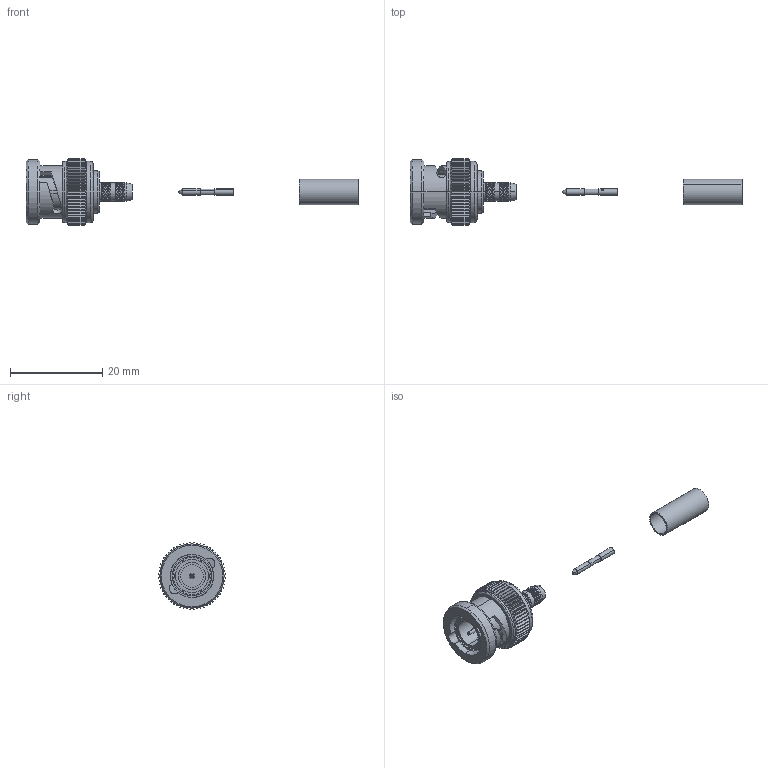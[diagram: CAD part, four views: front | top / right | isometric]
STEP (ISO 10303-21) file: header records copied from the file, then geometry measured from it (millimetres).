
FILE_DESCRIPTION (( 'STEP AP214' ), '1' );
FILE_NAME ('V7C00010.STEP', '2018-10-26T14:24:49', ( '' ), ( '' ), 'SwSTEP 2.0', 'SolidWorks 2017', '' );
FILE_SCHEMA (( 'AUTOMOTIVE_DESIGN' ));
Length unit declared in the file: inch
Products named in the file (4): V7C00010; V7C00010-MA2; V7C00010-MA3; V7C00010-MA1
Assembly tree (3 placements, depth 2):
  V7C00010
    V7C00010-MA1
    V7C00010-MA2
    V7C00010-MA3
Bounding box: 72.07 x 14.46 x 14.46 mm (x, y, z)
Volume: 1574.3 mm3; surface area: 2640 mm2
Topology: 3 solids, 4 shells, 1796 faces, 3853 edges, 2074 vertices
Faces by surface type: bspline 1020, cylinder 355, plane 278, cone 141, torus 2
Entity records: 93448 total; most frequent: CARTESIAN_POINT 66991, ORIENTED_EDGE 7702, EDGE_CURVE 3851, DIRECTION 2944, VERTEX_POINT 2074, EDGE_LOOP 1817, FACE_OUTER_BOUND 1796, ADVANCED_FACE 1796
